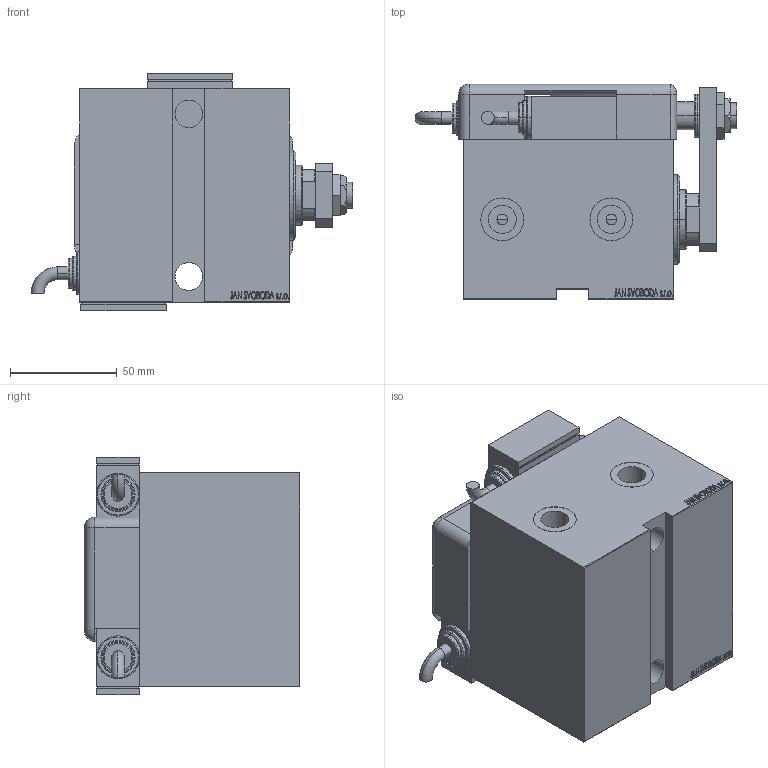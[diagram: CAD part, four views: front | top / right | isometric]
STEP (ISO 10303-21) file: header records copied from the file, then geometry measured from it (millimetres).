
FILE_DESCRIPTION (( 'STEP AP203' ), '1' );
FILE_NAME ('809d.STEP', '2021-03-18T21:35:22', ( '' ), ( '' ), 'SwSTEP 2.0', 'SolidWorks 2019', '' );
FILE_SCHEMA (( 'CONFIG_CONTROL_DESIGN' ));
Length unit declared in the file: millimetre
Products named in the file (13): SWITCH DIM A_G 56e6d82607f67baca60897a1a193d9f5; NUT_D19 56e6d82607f67baca60897a1a193d9f5; KRYT 56e6d82607f67baca60897a1a193d9f5; MAGNETIC SWITCH Q 56e6d82607f67baca60897a1a193d9f5; V450CM_E 56e6d82607f67baca60897a1a193d9f5; SWITCH Q 56e6d82607f67baca60897a1a193d9f5; SWITCH_Q_FRONT_BACK 56e6d82607f67baca60897a1a193d9f5; V450CM_E_VCP 56e6d82607f67baca60897a1a193d9f5; TYC 56e6d82607f67baca60897a1a193d9f5; 809d; ZARAZKA_Q 56e6d82607f67baca60897a1a193d9f5; NUT_D13 56e6d82607f67baca60897a1a193d9f5; V450CM_VC_B 56e6d82607f67baca60897a1a193d9f5
Assembly tree (13 placements, depth 3):
  809d
    V450CM_E 56e6d82607f67baca60897a1a193d9f5
    V450CM_E_VCP 56e6d82607f67baca60897a1a193d9f5
    V450CM_VC_B 56e6d82607f67baca60897a1a193d9f5
    MAGNETIC SWITCH Q 56e6d82607f67baca60897a1a193d9f5
      SWITCH_Q_FRONT_BACK 56e6d82607f67baca60897a1a193d9f5
      TYC 56e6d82607f67baca60897a1a193d9f5
      ZARAZKA_Q 56e6d82607f67baca60897a1a193d9f5
      SWITCH DIM A_G 56e6d82607f67baca60897a1a193d9f5
      NUT_D19 56e6d82607f67baca60897a1a193d9f5
      NUT_D13 56e6d82607f67baca60897a1a193d9f5
      KRYT 56e6d82607f67baca60897a1a193d9f5
      SWITCH Q 56e6d82607f67baca60897a1a193d9f5  x2
Bounding box: 150.46 x 100.8 x 111 mm (x, y, z)
Volume: 789714.5 mm3; surface area: 151556.8 mm2
Topology: 13 solids, 13 shells, 1233 faces, 3138 edges, 2071 vertices
Faces by surface type: plane 615, bspline 471, cylinder 101, cone 22, torus 22, sphere 2
Entity records: 58801 total; most frequent: CARTESIAN_POINT 31516, ORIENTED_EDGE 6080, DIRECTION 3792, EDGE_CURVE 3040, VERTEX_POINT 2011, VECTOR 1830, LINE 1830, EDGE_LOOP 1357
